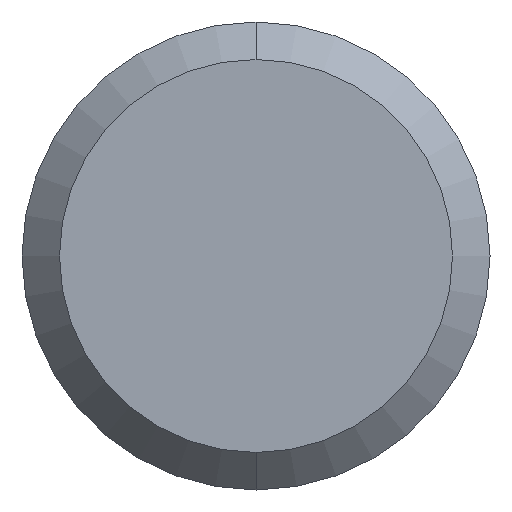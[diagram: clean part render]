
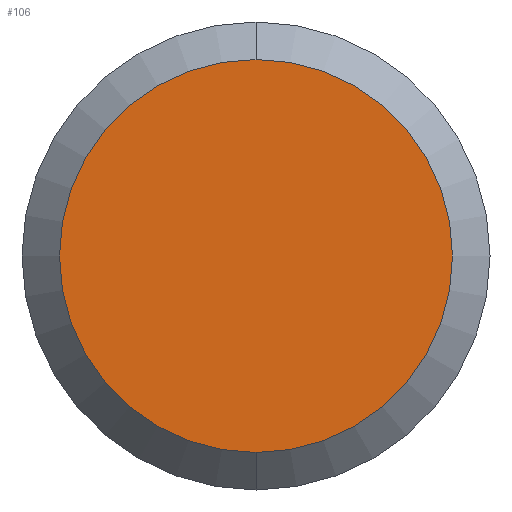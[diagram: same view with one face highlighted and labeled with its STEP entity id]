
A CAD part, front view. The second image highlights one B-rep face of the part: STEP entity #106.
In plain terms, the highlighted planar face has unit normal (0, -1, 0).
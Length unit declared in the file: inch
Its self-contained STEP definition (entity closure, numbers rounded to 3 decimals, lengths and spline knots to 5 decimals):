
#17 = CIRCLE ( 'NONE', #170, 0.10485 ) ;
#22 = DIRECTION ( 'NONE',  ( 0., -1., 0. ) ) ;
#49 = ORIENTED_EDGE ( 'NONE', *, *, #214, .T. ) ;
#91 = AXIS2_PLACEMENT_3D ( 'NONE', #140, #176, #96 ) ;
#96 = DIRECTION ( 'NONE',  ( 0., 0., 1. ) ) ;
#106 = ADVANCED_FACE ( 'NONE', ( #231 ), #168, .F. ) ;
#109 = VERTEX_POINT ( 'NONE', #142 ) ;
#119 = VERTEX_POINT ( 'NONE', #244 ) ;
#122 = EDGE_CURVE ( 'NONE', #109, #119, #17, .T. ) ;
#123 = DIRECTION ( 'NONE',  ( 0., 1., 0. ) ) ;
#140 = CARTESIAN_POINT ( 'NONE',  ( 0., 0., 0. ) ) ;
#142 = CARTESIAN_POINT ( 'NONE',  ( 0., 0., -0.10485 ) ) ;
#160 = AXIS2_PLACEMENT_3D ( 'NONE', #245, #123, #180 ) ;
#164 = CIRCLE ( 'NONE', #91, 0.10485 ) ;
#168 = PLANE ( 'NONE',  #160 ) ;
#170 = AXIS2_PLACEMENT_3D ( 'NONE', #271, #22, #204 ) ;
#176 = DIRECTION ( 'NONE',  ( 0., -1., 0. ) ) ;
#180 = DIRECTION ( 'NONE',  ( 0., 0., 1. ) ) ;
#204 = DIRECTION ( 'NONE',  ( 0., 0., 1. ) ) ;
#214 = EDGE_CURVE ( 'NONE', #119, #109, #164, .T. ) ;
#231 = FACE_OUTER_BOUND ( 'NONE', #267, .T. ) ;
#244 = CARTESIAN_POINT ( 'NONE',  ( 0., 0., 0.10485 ) ) ;
#245 = CARTESIAN_POINT ( 'NONE',  ( 0., 0., 0. ) ) ;
#267 = EDGE_LOOP ( 'NONE', ( #49, #272 ) ) ;
#271 = CARTESIAN_POINT ( 'NONE',  ( 0., 0., 0. ) ) ;
#272 = ORIENTED_EDGE ( 'NONE', *, *, #122, .T. ) ;
